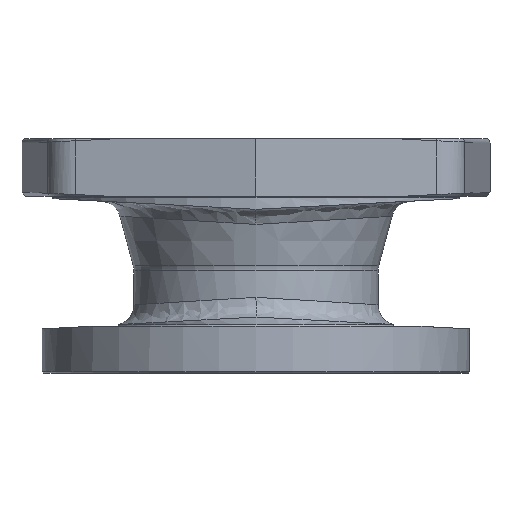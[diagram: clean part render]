
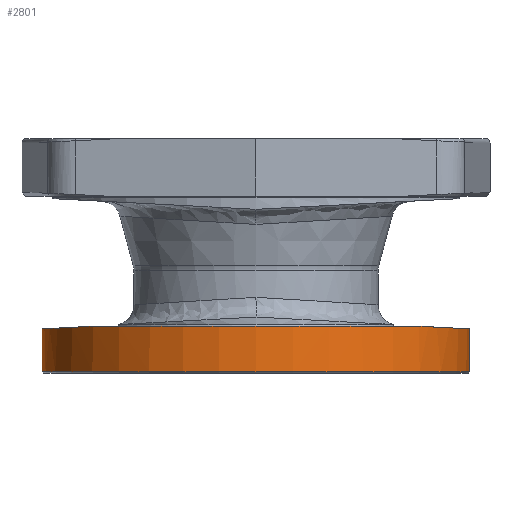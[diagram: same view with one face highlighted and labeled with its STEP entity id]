
A CAD part, left-side view. The second image highlights one B-rep face of the part: STEP entity #2801.
In plain terms, the highlighted cylindrical face has radius 66.675 mm (diameter 133.35 mm), a partial arc.
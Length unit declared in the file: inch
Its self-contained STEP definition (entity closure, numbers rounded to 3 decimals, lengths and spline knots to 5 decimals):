
#29=CARTESIAN_POINT('',(0.,-2.625,0.66116));
#31=CARTESIAN_POINT('',(0.,-2.625,0.66116));
#32=CARTESIAN_POINT('',(-0.32135,-2.625,0.66116));
#33=CARTESIAN_POINT('',(-0.92216,-2.51115,
0.66713));
#34=CARTESIAN_POINT('',(-1.45372,-2.20918,0.68296));
#35=CARTESIAN_POINT('',(-1.69859,-2.00135,0.69385));
#230=CARTESIAN_POINT('',(-1.69859,2.00135,0.69385));
#231=CARTESIAN_POINT('',(-1.45372,2.20918,0.68296));
#232=CARTESIAN_POINT('',(-0.92216,2.51115,
0.66713));
#233=CARTESIAN_POINT('',(-0.32135,2.625,0.66116));
#234=CARTESIAN_POINT('',(0.,2.625,0.66116));
#236=CARTESIAN_POINT('',(0.,2.625,0.66116));
#423=CARTESIAN_POINT('',(0.,0.,0.13185));
#424=DIRECTION('',(0.,0.,-1.));
#425=DIRECTION('',(0.,-1.,0.));
#426=AXIS2_PLACEMENT_3D('',#423,#424,#425);
#428=DIRECTION('',(0.,0.,1.));
#429=VECTOR('',#428,0.52932);
#430=CARTESIAN_POINT('',(0.,2.625,
0.13185));
#431=LINE('',#430,#429);
#432=CARTESIAN_POINT('',(0.,0.,0.69385));
#433=DIRECTION('',(0.,0.,-1.));
#434=DIRECTION('',(-0.647,-0.762,0.));
#435=AXIS2_PLACEMENT_3D('',#432,#433,#434);
#437=DIRECTION('',(0.,0.,1.));
#438=VECTOR('',#437,0.52932);
#439=CARTESIAN_POINT('',(0.,-2.625,
0.13185));
#440=LINE('',#439,#438);
#2018=VERTEX_POINT('',#29);
#2019=VERTEX_POINT('',#35);
#2020=VERTEX_POINT('',#236);
#2022=VERTEX_POINT('',#230);
#2277=CARTESIAN_POINT('',(0.,2.625,0.13185));
#2278=CARTESIAN_POINT('',(0.,-2.625,0.13185));
#2279=VERTEX_POINT('',#2277);
#2280=VERTEX_POINT('',#2278);
#2785=CARTESIAN_POINT('',(0.,0.,3.31533));
#2786=DIRECTION('',(0.,0.,-1.));
#2787=DIRECTION('',(0.,-1.,0.));
#2788=AXIS2_PLACEMENT_3D('',#2785,#2786,#2787);
#2789=CYLINDRICAL_SURFACE('',#2788,2.625);
#2791=ORIENTED_EDGE('',*,*,#2790,.T.);
#2793=ORIENTED_EDGE('',*,*,#2792,.T.);
#2794=ORIENTED_EDGE('',*,*,#2525,.F.);
#2795=ORIENTED_EDGE('',*,*,#2543,.F.);
#2796=ORIENTED_EDGE('',*,*,#2334,.F.);
#2798=ORIENTED_EDGE('',*,*,#2797,.F.);
#2799=EDGE_LOOP('',(#2791,#2793,#2794,#2795,#2796,#2798));
#2800=FACE_OUTER_BOUND('',#2799,.F.);
#36=B_SPLINE_CURVE_WITH_KNOTS('',3,(#31,#32,#33,#34,#35),.UNSPECIFIED.,.F.,.F.,(
4,1,4),(0.,0.5,1.),.UNSPECIFIED.);
#235=B_SPLINE_CURVE_WITH_KNOTS('',3,(#230,#231,#232,#233,#234),.UNSPECIFIED.,
.F.,.F.,(4,1,4),(0.,0.5,1.),.UNSPECIFIED.);
#427=CIRCLE('',#426,2.625);
#436=CIRCLE('',#435,2.625);
#2334=EDGE_CURVE('',#2018,#2019,#36,.T.);
#2525=EDGE_CURVE('',#2022,#2020,#235,.T.);
#2543=EDGE_CURVE('',#2019,#2022,#436,.T.);
#2790=EDGE_CURVE('',#2280,#2279,#427,.T.);
#2792=EDGE_CURVE('',#2279,#2020,#431,.T.);
#2797=EDGE_CURVE('',#2280,#2018,#440,.T.);
#2801=ADVANCED_FACE('',(#2800),#2789,.T.);
